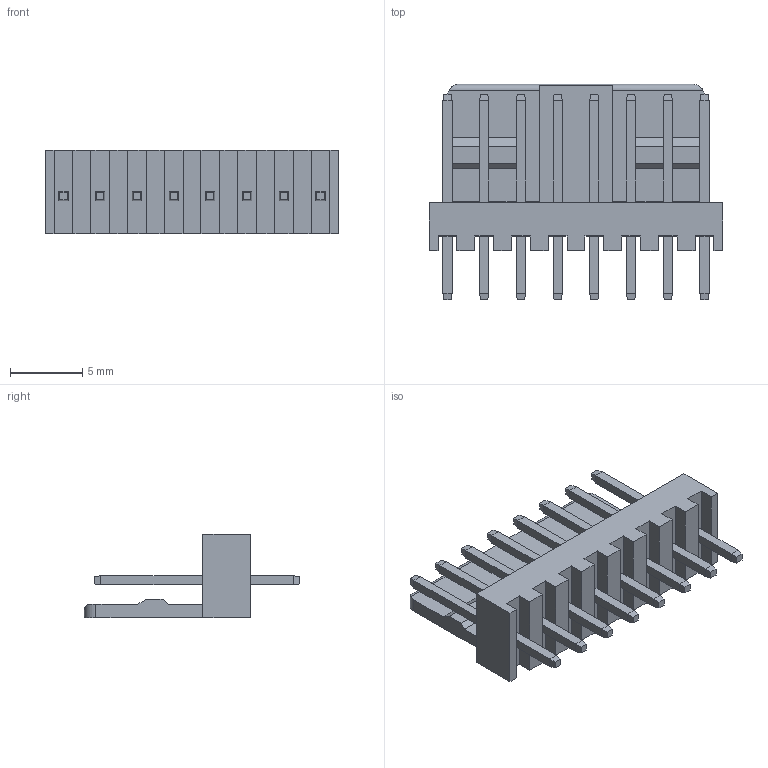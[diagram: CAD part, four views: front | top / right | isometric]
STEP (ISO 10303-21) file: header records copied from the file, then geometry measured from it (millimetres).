
FILE_DESCRIPTION (( 'STEP AP203' ), '1' );
FILE_NAME ('CI3108P1V00.STEP', '2018-07-17T05:47:39', ( '' ), ( '' ), 'SwSTEP 2.0', 'SolidWorks 2017', '' );
FILE_SCHEMA (( 'CONFIG_CONTROL_DESIGN' ));
Length unit declared in the file: millimetre
Products named in the file (3): CI3108P1V00; CI31 8P; PIN V
Assembly tree (9 placements, depth 2):
  CI3108P1V00
    CI31 8P
    PIN V  x8
Bounding box: 20.32 x 14.9 x 5.8 mm (x, y, z)
Volume: 504.4 mm3; surface area: 1123.8 mm2
Topology: 9 solids, 9 shells, 203 faces, 491 edges, 306 vertices
Faces by surface type: plane 198, cylinder 5
Entity records: 3888 total; most frequent: CARTESIAN_POINT 622, ORIENTED_EDGE 590, DIRECTION 537, EDGE_CURVE 295, LINE 283, VECTOR 283, VERTEX_POINT 194, AXIS2_PLACEMENT_3D 127
